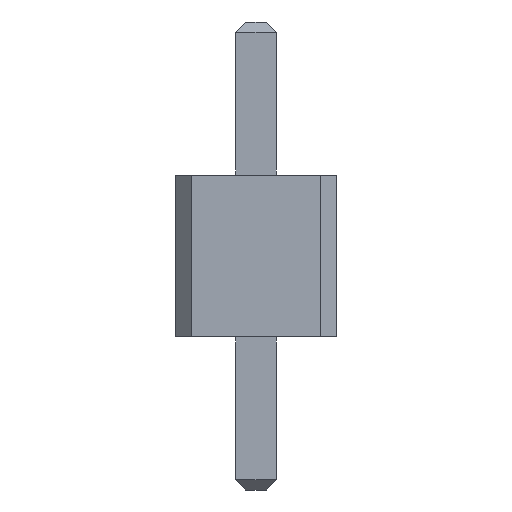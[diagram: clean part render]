
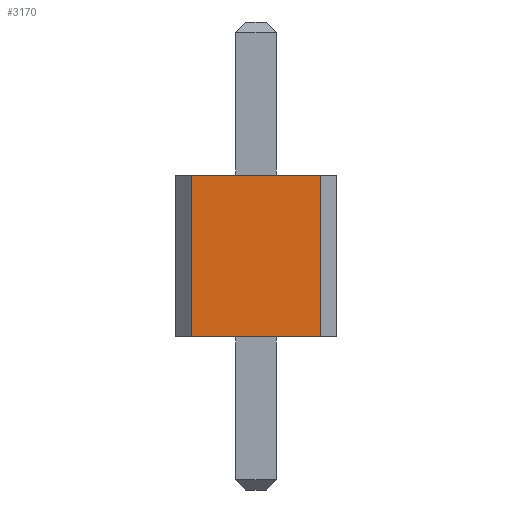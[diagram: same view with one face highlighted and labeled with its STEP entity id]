
A CAD part, front view. The second image highlights one B-rep face of the part: STEP entity #3170.
In plain terms, the highlighted planar face has unit normal (0, -1, 0).
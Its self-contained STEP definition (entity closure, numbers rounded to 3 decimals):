
#197=FACE_OUTER_BOUND('',#383,.T.);
#383=EDGE_LOOP('',(#2690,#2691,#2692,#2693));
#507=LINE('',#4365,#919);
#713=LINE('',#4784,#1125);
#794=LINE('',#4950,#1206);
#796=LINE('',#4954,#1208);
#919=VECTOR('',#3560,1.);
#1125=VECTOR('',#3894,1.);
#1206=VECTOR('',#4105,1.);
#1208=VECTOR('',#4111,1.);
#1295=VERTEX_POINT('',#4362);
#1296=VERTEX_POINT('',#4364);
#1402=VERTEX_POINT('',#4697);
#1445=VERTEX_POINT('',#4782);
#1587=EDGE_CURVE('',#1295,#1296,#507,.T.);
#1793=EDGE_CURVE('',#1445,#1402,#713,.T.);
#1874=EDGE_CURVE('',#1296,#1445,#794,.T.);
#1876=EDGE_CURVE('',#1295,#1402,#796,.T.);
#2690=ORIENTED_EDGE('',*,*,#1876,.T.);
#2691=ORIENTED_EDGE('',*,*,#1793,.F.);
#2692=ORIENTED_EDGE('',*,*,#1874,.F.);
#2693=ORIENTED_EDGE('',*,*,#1587,.F.);
#2871=PLANE('',#3356);
#3170=ADVANCED_FACE('',(#197),#2871,.F.);
#3356=AXIS2_PLACEMENT_3D('',#4953,#4109,#4110);
#3560=DIRECTION('',(1.,0.,0.));
#3894=DIRECTION('',(-1.,0.,0.));
#4105=DIRECTION('',(0.,0.,-1.));
#4109=DIRECTION('center_axis',(0.,1.,0.));
#4110=DIRECTION('ref_axis',(-1.,0.,0.));
#4111=DIRECTION('',(0.,0.,-1.));
#4362=CARTESIAN_POINT('',(-1.016,-16.51,2.54));
#4364=CARTESIAN_POINT('',(1.016,-16.51,2.54));
#4365=CARTESIAN_POINT('',(-1.016,-16.51,2.54));
#4697=CARTESIAN_POINT('',(-1.016,-16.51,0.));
#4782=CARTESIAN_POINT('',(1.016,-16.51,0.));
#4784=CARTESIAN_POINT('',(1.016,-16.51,0.));
#4950=CARTESIAN_POINT('',(1.016,-16.51,2.54));
#4953=CARTESIAN_POINT('Origin',(1.016,-16.51,2.54));
#4954=CARTESIAN_POINT('',(-1.016,-16.51,2.54));
